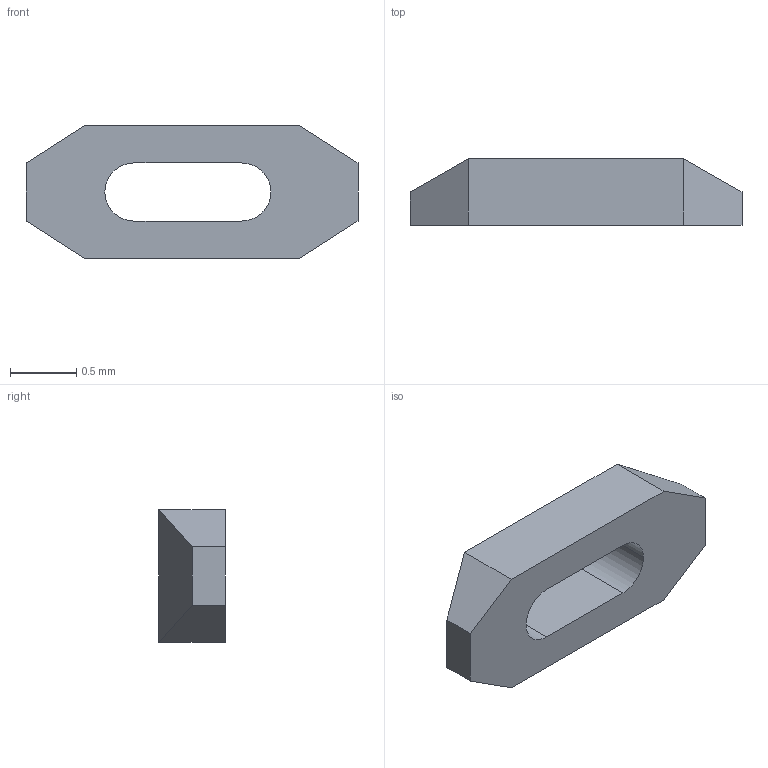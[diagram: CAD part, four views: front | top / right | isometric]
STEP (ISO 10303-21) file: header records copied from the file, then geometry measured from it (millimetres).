
FILE_DESCRIPTION(('produced by SPATIAL CORP'),'2;1');
FILE_NAME( 'PlainClamp1.hh.sat.stp','2002-04-19T11:16:10+00:00',('SPATIAL CORP'),('SPATIAL CORP' ),'ACIS STEP Husk','http://www.spatial.com','SPATIAL CORP');
FILE_SCHEMA(('CONFIG_CONTROL_DESIGN'));
Length unit declared in the file: millimetre
Products named in the file (1): PRODUCT_ID_1
Bounding box: 2.5 x 0.5 x 1 mm (x, y, z)
Volume: 0.8 mm3; surface area: 7.7 mm2
Topology: 1 solids, 1 shells, 18 faces, 44 edges, 28 vertices
Faces by surface type: plane 14, cylinder 4
Entity records: 583 total; most frequent: ORIENTED_EDGE 88, CARTESIAN_POINT 84, DIRECTION 76, EDGE_CURVE 44, VECTOR 36, LINE 36, VERTEX_POINT 28, EDGE_LOOP 20
